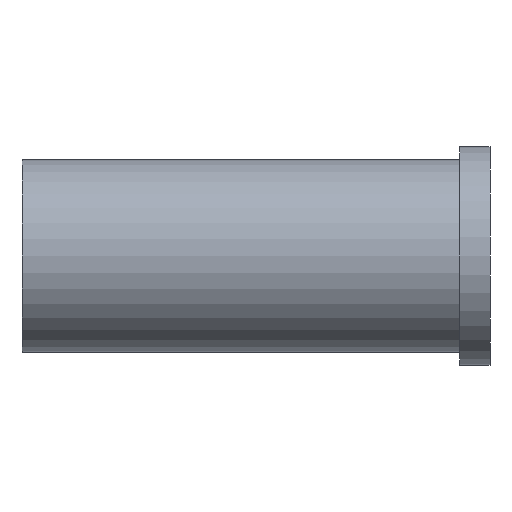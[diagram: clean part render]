
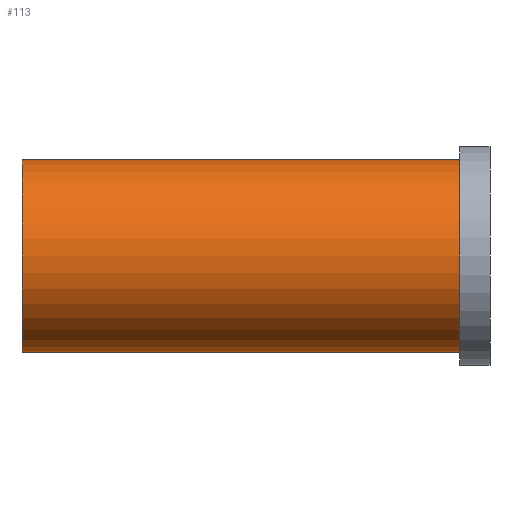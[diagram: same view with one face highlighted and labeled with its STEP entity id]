
A CAD part, front view. The second image highlights one B-rep face of the part: STEP entity #113.
In plain terms, the highlighted cylindrical face has radius 15.875 mm (diameter 31.75 mm), a full revolution.
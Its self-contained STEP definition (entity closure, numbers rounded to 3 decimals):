
#29=FACE_OUTER_BOUND('',#40,.T.);
#40=EDGE_LOOP('',(#97,#98,#99,#100));
#46=LINE('',#219,#50);
#50=VECTOR('',#189,15.875);
#57=CIRCLE('',#150,15.875);
#58=CIRCLE('',#152,15.875);
#65=VERTEX_POINT('',#214);
#66=VERTEX_POINT('',#217);
#76=EDGE_CURVE('',#65,#65,#57,.T.);
#77=EDGE_CURVE('',#66,#66,#58,.T.);
#78=EDGE_CURVE('',#66,#65,#46,.T.);
#97=ORIENTED_EDGE('',*,*,#77,.F.);
#98=ORIENTED_EDGE('',*,*,#78,.T.);
#99=ORIENTED_EDGE('',*,*,#76,.T.);
#100=ORIENTED_EDGE('',*,*,#78,.F.);
#106=CYLINDRICAL_SURFACE('',#151,15.875);
#113=ADVANCED_FACE('',(#29),#106,.T.);
#150=AXIS2_PLACEMENT_3D('',#215,#183,#184);
#151=AXIS2_PLACEMENT_3D('',#216,#185,#186);
#152=AXIS2_PLACEMENT_3D('',#218,#187,#188);
#183=DIRECTION('center_axis',(1.,0.,0.));
#184=DIRECTION('ref_axis',(0.,0.,-1.));
#185=DIRECTION('center_axis',(1.,0.,0.));
#186=DIRECTION('ref_axis',(0.,1.,0.));
#187=DIRECTION('center_axis',(1.,0.,0.));
#188=DIRECTION('ref_axis',(0.,0.,-1.));
#189=DIRECTION('',(-1.,0.,0.));
#214=CARTESIAN_POINT('',(-77.,-15.875,0.));
#215=CARTESIAN_POINT('Origin',(-77.,0.,0.));
#216=CARTESIAN_POINT('Origin',(-41.,0.,0.));
#217=CARTESIAN_POINT('',(-5.,-15.875,0.));
#218=CARTESIAN_POINT('Origin',(-5.,0.,0.));
#219=CARTESIAN_POINT('',(-41.,-15.875,0.));
